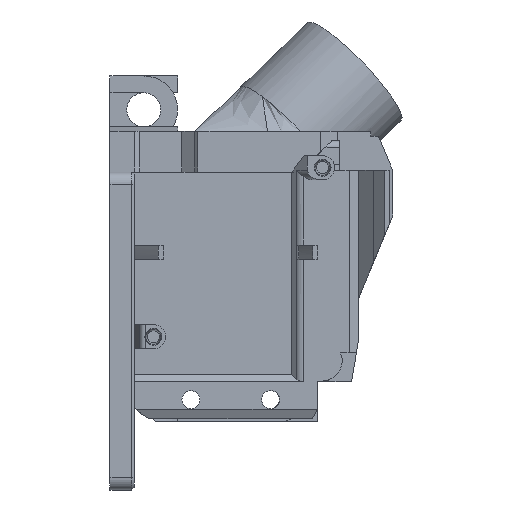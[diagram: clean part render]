
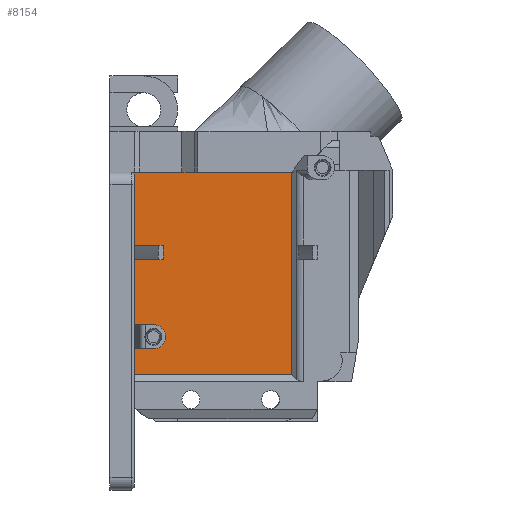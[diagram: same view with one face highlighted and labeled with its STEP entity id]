
A CAD part, left-side view. The second image highlights one B-rep face of the part: STEP entity #8154.
In plain terms, the highlighted planar face has unit normal (-1, 0, 0).
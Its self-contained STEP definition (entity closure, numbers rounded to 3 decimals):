
#98=FACE_BOUND('',#1238,.T.);
#372=PLANE('',#8833);
#784=FACE_OUTER_BOUND('',#1237,.T.);
#1237=EDGE_LOOP('',(#7300,#7301,#7302,#7303,#7304,#7305,#7306,#7307,#7308,
#7309,#7310));
#1238=EDGE_LOOP('',(#7311,#7312,#7313,#7314));
#1516=CIRCLE('',#8731,2.5);
#1517=CIRCLE('',#8736,15.5);
#1518=CIRCLE('',#8740,21.5);
#1519=CIRCLE('',#8741,21.5);
#1742=LINE('',#11617,#2550);
#1744=LINE('',#11621,#2552);
#2247=LINE('',#15786,#3055);
#2251=LINE('',#15795,#3059);
#2253=LINE('',#15798,#3061);
#2254=LINE('',#15802,#3062);
#2257=LINE('',#15813,#3065);
#2258=LINE('',#15819,#3066);
#2372=LINE('',#16138,#3180);
#2373=LINE('',#16141,#3181);
#2374=LINE('',#16142,#3182);
#2550=VECTOR('',#9081,10.);
#2552=VECTOR('',#9083,10.);
#3055=VECTOR('',#10496,10.);
#3059=VECTOR('',#10506,10.);
#3061=VECTOR('',#10510,10.);
#3062=VECTOR('',#10513,10.);
#3065=VECTOR('',#10522,10.);
#3066=VECTOR('',#10525,10.);
#3180=VECTOR('',#10827,10.);
#3181=VECTOR('',#10830,10.);
#3182=VECTOR('',#10831,10.);
#3398=VERTEX_POINT('',#11614);
#3399=VERTEX_POINT('',#11616);
#3400=VERTEX_POINT('',#11618);
#3401=VERTEX_POINT('',#11620);
#3908=VERTEX_POINT('',#15784);
#3909=VERTEX_POINT('',#15785);
#3910=VERTEX_POINT('',#15790);
#3911=VERTEX_POINT('',#15794);
#3912=VERTEX_POINT('',#15800);
#3913=VERTEX_POINT('',#15801);
#3914=VERTEX_POINT('',#15808);
#3915=VERTEX_POINT('',#15812);
#3916=VERTEX_POINT('',#15818);
#3993=VERTEX_POINT('',#16136);
#3994=VERTEX_POINT('',#16140);
#4193=EDGE_CURVE('',#3398,#3399,#1742,.T.);
#4195=EDGE_CURVE('',#3400,#3401,#1744,.T.);
#4982=EDGE_CURVE('',#3908,#3909,#2247,.T.);
#4985=EDGE_CURVE('',#3910,#3908,#1516,.T.);
#4987=EDGE_CURVE('',#3911,#3910,#2251,.T.);
#4989=EDGE_CURVE('',#3909,#3911,#2253,.T.);
#4990=EDGE_CURVE('',#3912,#3913,#2254,.T.);
#4993=EDGE_CURVE('',#3914,#3912,#1517,.T.);
#4995=EDGE_CURVE('',#3915,#3914,#2257,.T.);
#4997=EDGE_CURVE('',#3916,#3398,#2258,.T.);
#4999=EDGE_CURVE('',#3400,#3915,#1518,.T.);
#5000=EDGE_CURVE('',#3913,#3399,#1519,.T.);
#5143=EDGE_CURVE('',#3916,#3993,#2372,.T.);
#5144=EDGE_CURVE('',#3994,#3993,#2373,.T.);
#5145=EDGE_CURVE('',#3401,#3994,#2374,.F.);
#7300=ORIENTED_EDGE('',*,*,#5000,.T.);
#7301=ORIENTED_EDGE('',*,*,#4193,.F.);
#7302=ORIENTED_EDGE('',*,*,#4997,.F.);
#7303=ORIENTED_EDGE('',*,*,#5143,.T.);
#7304=ORIENTED_EDGE('',*,*,#5144,.F.);
#7305=ORIENTED_EDGE('',*,*,#5145,.F.);
#7306=ORIENTED_EDGE('',*,*,#4195,.F.);
#7307=ORIENTED_EDGE('',*,*,#4999,.T.);
#7308=ORIENTED_EDGE('',*,*,#4995,.T.);
#7309=ORIENTED_EDGE('',*,*,#4993,.T.);
#7310=ORIENTED_EDGE('',*,*,#4990,.T.);
#7311=ORIENTED_EDGE('',*,*,#4989,.T.);
#7312=ORIENTED_EDGE('',*,*,#4987,.T.);
#7313=ORIENTED_EDGE('',*,*,#4985,.T.);
#7314=ORIENTED_EDGE('',*,*,#4982,.T.);
#8154=ADVANCED_FACE('',(#784,#98),#372,.T.);
#8731=AXIS2_PLACEMENT_3D('',#15791,#10501,#10502);
#8736=AXIS2_PLACEMENT_3D('',#15809,#10517,#10518);
#8740=AXIS2_PLACEMENT_3D('',#15822,#10529,#10530);
#8741=AXIS2_PLACEMENT_3D('',#15823,#10531,#10532);
#8833=AXIS2_PLACEMENT_3D('',#16139,#10828,#10829);
#9081=DIRECTION('',(0.,0.,1.));
#9083=DIRECTION('',(0.,0.,1.));
#10496=DIRECTION('',(0.,1.,0.));
#10501=DIRECTION('center_axis',(1.,0.,0.));
#10502=DIRECTION('ref_axis',(0.,-1.,0.));
#10506=DIRECTION('',(0.,-1.,0.));
#10510=DIRECTION('',(0.,0.,1.));
#10513=DIRECTION('',(0.,1.,0.));
#10517=DIRECTION('center_axis',(-1.,0.,0.));
#10518=DIRECTION('ref_axis',(0.,-1.,0.));
#10522=DIRECTION('',(0.,-1.,0.));
#10525=DIRECTION('',(0.,1.,0.));
#10529=DIRECTION('center_axis',(1.,0.,0.));
#10530=DIRECTION('ref_axis',(0.,1.,0.));
#10531=DIRECTION('center_axis',(1.,0.,0.));
#10532=DIRECTION('ref_axis',(0.,1.,0.));
#10827=DIRECTION('',(0.,0.,1.));
#10828=DIRECTION('center_axis',(-1.,0.,0.));
#10829=DIRECTION('ref_axis',(0.,-1.,0.));
#10830=DIRECTION('',(0.,-1.,0.));
#10831=DIRECTION('',(0.,-0.707,-0.707));
#11614=CARTESIAN_POINT('',(-22.,20.,62.611));
#11616=CARTESIAN_POINT('',(-22.,20.,87.899));
#11617=CARTESIAN_POINT('',(-22.,20.,90.575));
#11618=CARTESIAN_POINT('',(-22.,20.,87.901));
#11620=CARTESIAN_POINT('',(-22.,20.,104.));
#11621=CARTESIAN_POINT('',(-22.,20.,90.575));
#15784=CARTESIAN_POINT('',(-22.,16.,67.9));
#15785=CARTESIAN_POINT('',(-22.,19.9,67.9));
#15786=CARTESIAN_POINT('',(-22.,3.5,67.9));
#15790=CARTESIAN_POINT('',(-22.,15.751,72.888));
#15791=CARTESIAN_POINT('Origin',(-22.,16.,70.4));
#15794=CARTESIAN_POINT('',(-22.,19.9,72.888));
#15795=CARTESIAN_POINT('',(-22.,-1.968,72.888));
#15798=CARTESIAN_POINT('',(-22.,19.9,88.353));
#15800=CARTESIAN_POINT('',(-22.,13.927,86.4));
#15801=CARTESIAN_POINT('',(-22.,19.948,86.4));
#15802=CARTESIAN_POINT('',(-22.,1.214,86.4));
#15808=CARTESIAN_POINT('',(-22.,13.927,89.4));
#15809=CARTESIAN_POINT('Origin',(-22.,-1.5,87.9));
#15812=CARTESIAN_POINT('',(-22.,19.948,89.4));
#15813=CARTESIAN_POINT('',(-22.,1.716,89.4));
#15818=CARTESIAN_POINT('',(-22.,-12.603,62.611));
#15819=CARTESIAN_POINT('',(-22.,-11.216,62.611));
#15822=CARTESIAN_POINT('Origin',(-22.,-1.5,87.9));
#15823=CARTESIAN_POINT('Origin',(-22.,-1.5,87.9));
#16136=CARTESIAN_POINT('',(-22.,-12.603,104.5));
#16138=CARTESIAN_POINT('',(-22.,-12.603,78.769));
#16139=CARTESIAN_POINT('Origin',(-22.,-11.5,84.306));
#16140=CARTESIAN_POINT('',(-22.,20.5,104.5));
#16141=CARTESIAN_POINT('',(-22.,4.25,104.5));
#16142=CARTESIAN_POINT('',(-22.,7.326,91.327));
